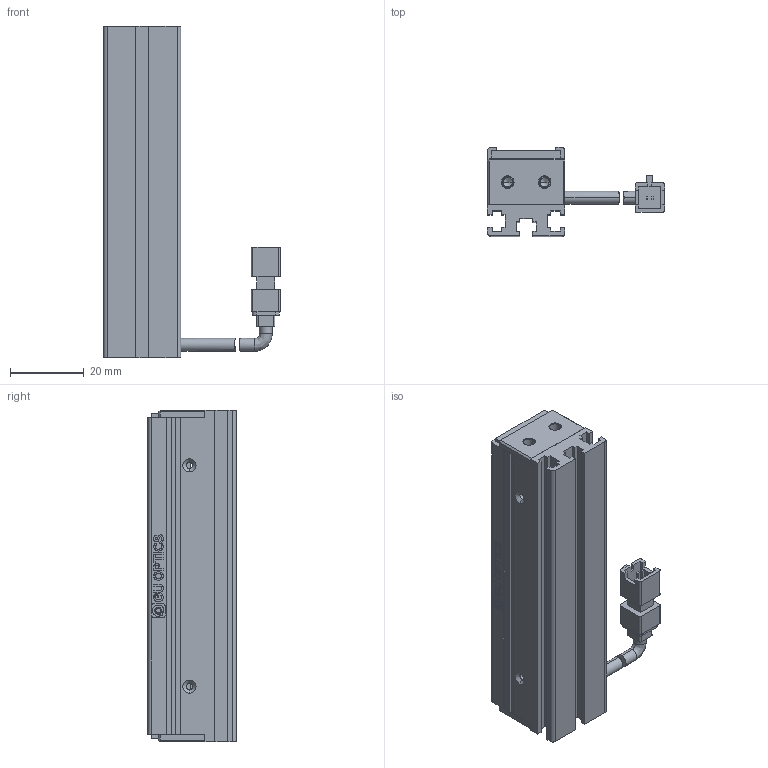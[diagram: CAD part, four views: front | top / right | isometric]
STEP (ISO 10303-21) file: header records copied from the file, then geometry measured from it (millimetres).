
FILE_DESCRIPTION (( 'STEP AP214' ), '1' );
FILE_NAME ('660103-W.STEP', '2019-03-18T03:52:22', ( '' ), ( '' ), 'SwSTEP 2.0', 'SolidWorks 2016', '' );
FILE_SCHEMA (( 'AUTOMOTIVE_DESIGN' ));
Length unit declared in the file: millimetre
Products named in the file (1): 660103-W
Bounding box: 48 x 24 x 90 mm (x, y, z)
Volume: 27364.7 mm3; surface area: 30230.5 mm2
Topology: 8 solids, 8 shells, 728 faces, 1908 edges, 1207 vertices
Faces by surface type: plane 302, cylinder 275, bspline 109, cone 42
Entity records: 29761 total; most frequent: CARTESIAN_POINT 5486, ORIENTED_EDGE 3572, DIRECTION 3571, EDGE_CURVE 1786, AXIS2_PLACEMENT_3D 1286, VERTEX_POINT 1207, VECTOR 999, LINE 999
